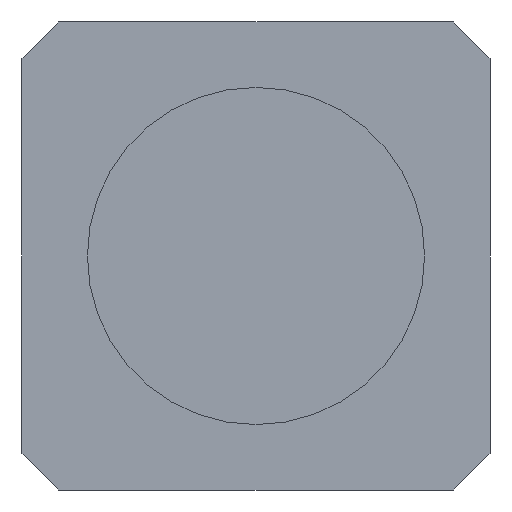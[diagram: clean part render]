
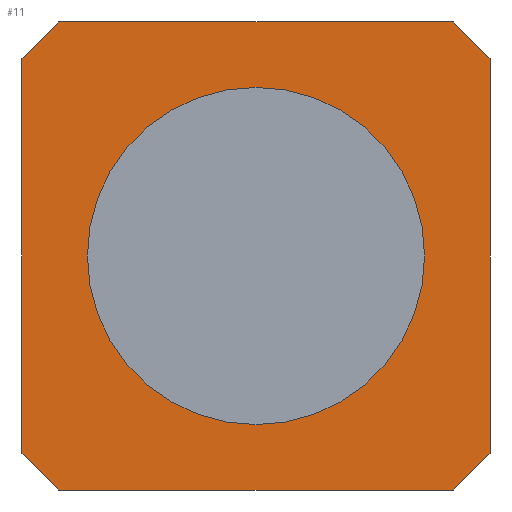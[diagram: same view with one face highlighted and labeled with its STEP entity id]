
A CAD part, front view. The second image highlights one B-rep face of the part: STEP entity #11.
In plain terms, the highlighted planar face has unit normal (0, -1, 0).
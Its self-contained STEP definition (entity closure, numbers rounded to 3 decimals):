
#11 = ADVANCED_FACE ( 'NONE', ( #137, #465 ), #507, .T. ) ;
#15 = CARTESIAN_POINT ( 'NONE',  ( 1.27, 0.4, 1.27 ) ) ;
#25 = DIRECTION ( 'NONE',  ( 1., 0., 0. ) ) ;
#27 = CARTESIAN_POINT ( 'NONE',  ( -1.27, 0.4, 1.27 ) ) ;
#28 = EDGE_CURVE ( 'NONE', #468, #48, #422, .T. ) ;
#33 = CARTESIAN_POINT ( 'NONE',  ( -1.27, 0.4, -1.27 ) ) ;
#40 = DIRECTION ( 'NONE',  ( -1., 0., 0. ) ) ;
#41 = DIRECTION ( 'NONE',  ( 0., 0., -1. ) ) ;
#46 = VERTEX_POINT ( 'NONE', #557 ) ;
#48 = VERTEX_POINT ( 'NONE', #521 ) ;
#49 = VECTOR ( 'NONE', #383, 1000. ) ;
#71 = VERTEX_POINT ( 'NONE', #480 ) ;
#76 = ORIENTED_EDGE ( 'NONE', *, *, #28, .T. ) ;
#79 = DIRECTION ( 'NONE',  ( 0., 0., 1. ) ) ;
#96 = DIRECTION ( 'NONE',  ( 0., 0., -1. ) ) ;
#103 = CARTESIAN_POINT ( 'NONE',  ( -1.27, 0.4, 1.27 ) ) ;
#105 = VECTOR ( 'NONE', #40, 1000. ) ;
#107 = VERTEX_POINT ( 'NONE', #448 ) ;
#109 = DIRECTION ( 'NONE',  ( -0.707, 0., -0.707 ) ) ;
#117 = CARTESIAN_POINT ( 'NONE',  ( 0., 0.4, 0.915 ) ) ;
#119 = ORIENTED_EDGE ( 'NONE', *, *, #283, .T. ) ;
#120 = CARTESIAN_POINT ( 'NONE',  ( -1.17, 0.4, 1.17 ) ) ;
#124 = VERTEX_POINT ( 'NONE', #619 ) ;
#132 = DIRECTION ( 'NONE',  ( 0., 0., 1. ) ) ;
#137 = FACE_OUTER_BOUND ( 'NONE', #293, .T. ) ;
#141 = DIRECTION ( 'NONE',  ( 0., 1., 0. ) ) ;
#142 = CARTESIAN_POINT ( 'NONE',  ( 0., 0.4, 0. ) ) ;
#152 = ORIENTED_EDGE ( 'NONE', *, *, #576, .F. ) ;
#157 = EDGE_CURVE ( 'NONE', #215, #46, #635, .T. ) ;
#166 = ORIENTED_EDGE ( 'NONE', *, *, #550, .F. ) ;
#179 = CARTESIAN_POINT ( 'NONE',  ( 0., 0.4, 0. ) ) ;
#182 = ORIENTED_EDGE ( 'NONE', *, *, #568, .F. ) ;
#189 = DIRECTION ( 'NONE',  ( 0., 0., 1. ) ) ;
#190 = DIRECTION ( 'NONE',  ( 0., 1., 0. ) ) ;
#202 = ORIENTED_EDGE ( 'NONE', *, *, #520, .F. ) ;
#215 = VERTEX_POINT ( 'NONE', #378 ) ;
#220 = LINE ( 'NONE', #15, #554 ) ;
#221 = ORIENTED_EDGE ( 'NONE', *, *, #473, .T. ) ;
#229 = ORIENTED_EDGE ( 'NONE', *, *, #513, .T. ) ;
#230 = CARTESIAN_POINT ( 'NONE',  ( -1.17, 0.4, -1.17 ) ) ;
#238 = CARTESIAN_POINT ( 'NONE',  ( 1.27, 0.4, 1.07 ) ) ;
#241 = VERTEX_POINT ( 'NONE', #339 ) ;
#261 = AXIS2_PLACEMENT_3D ( 'NONE', #142, #141, #132 ) ;
#283 = EDGE_CURVE ( 'NONE', #124, #107, #654, .T. ) ;
#288 = VERTEX_POINT ( 'NONE', #389 ) ;
#292 = AXIS2_PLACEMENT_3D ( 'NONE', #179, #190, #189 ) ;
#293 = EDGE_LOOP ( 'NONE', ( #202, #119, #166, #538, #182, #76, #152, #229 ) ) ;
#328 = DIRECTION ( 'NONE',  ( 0.707, 0., -0.707 ) ) ;
#336 = VECTOR ( 'NONE', #328, 1000. ) ;
#337 = CIRCLE ( 'NONE', #292, 0.915 ) ;
#339 = CARTESIAN_POINT ( 'NONE',  ( 0., 0.4, -0.915 ) ) ;
#378 = CARTESIAN_POINT ( 'NONE',  ( 1.07, 0.4, -1.27 ) ) ;
#383 = DIRECTION ( 'NONE',  ( 0.707, 0., 0.707 ) ) ;
#389 = CARTESIAN_POINT ( 'NONE',  ( -1.07, 0.4, 1.27 ) ) ;
#405 = CARTESIAN_POINT ( 'NONE',  ( 1.17, 0.4, -1.17 ) ) ;
#422 = LINE ( 'NONE', #608, #441 ) ;
#434 = AXIS2_PLACEMENT_3D ( 'NONE', #488, #458, #96 ) ;
#441 = VECTOR ( 'NONE', #489, 1000. ) ;
#448 = CARTESIAN_POINT ( 'NONE',  ( -1.07, 0.4, -1.27 ) ) ;
#451 = EDGE_LOOP ( 'NONE', ( #221, #560 ) ) ;
#458 = DIRECTION ( 'NONE',  ( 0., -1., 0. ) ) ;
#465 = FACE_BOUND ( 'NONE', #451, .T. ) ;
#468 = VERTEX_POINT ( 'NONE', #238 ) ;
#473 = EDGE_CURVE ( 'NONE', #241, #515, #337, .T. ) ;
#480 = CARTESIAN_POINT ( 'NONE',  ( -1.27, 0.4, 1.07 ) ) ;
#484 = EDGE_CURVE ( 'NONE', #515, #241, #601, .T. ) ;
#488 = CARTESIAN_POINT ( 'NONE',  ( 0., 0.4, 0. ) ) ;
#489 = DIRECTION ( 'NONE',  ( -0.707, 0., 0.707 ) ) ;
#507 = PLANE ( 'NONE',  #434 ) ;
#513 = EDGE_CURVE ( 'NONE', #288, #71, #594, .T. ) ;
#515 = VERTEX_POINT ( 'NONE', #117 ) ;
#520 = EDGE_CURVE ( 'NONE', #124, #71, #588, .T. ) ;
#521 = CARTESIAN_POINT ( 'NONE',  ( 1.07, 0.4, 1.27 ) ) ;
#538 = ORIENTED_EDGE ( 'NONE', *, *, #157, .T. ) ;
#545 = VECTOR ( 'NONE', #25, 1000. ) ;
#550 = EDGE_CURVE ( 'NONE', #215, #107, #564, .T. ) ;
#551 = LINE ( 'NONE', #27, #545 ) ;
#554 = VECTOR ( 'NONE', #41, 1000. ) ;
#557 = CARTESIAN_POINT ( 'NONE',  ( 1.27, 0.4, -1.07 ) ) ;
#560 = ORIENTED_EDGE ( 'NONE', *, *, #484, .T. ) ;
#564 = LINE ( 'NONE', #33, #105 ) ;
#568 = EDGE_CURVE ( 'NONE', #468, #46, #220, .T. ) ;
#576 = EDGE_CURVE ( 'NONE', #288, #48, #551, .T. ) ;
#581 = VECTOR ( 'NONE', #79, 1000. ) ;
#585 = VECTOR ( 'NONE', #109, 1000. ) ;
#588 = LINE ( 'NONE', #103, #581 ) ;
#594 = LINE ( 'NONE', #120, #585 ) ;
#601 = CIRCLE ( 'NONE', #261, 0.915 ) ;
#608 = CARTESIAN_POINT ( 'NONE',  ( 1.17, 0.4, 1.17 ) ) ;
#619 = CARTESIAN_POINT ( 'NONE',  ( -1.27, 0.4, -1.07 ) ) ;
#635 = LINE ( 'NONE', #405, #49 ) ;
#654 = LINE ( 'NONE', #230, #336 ) ;
